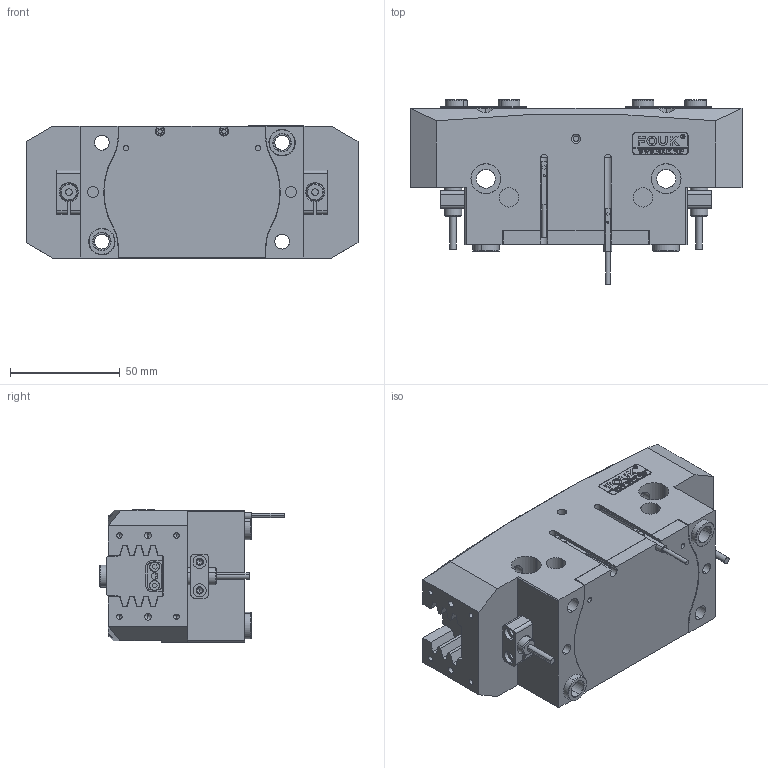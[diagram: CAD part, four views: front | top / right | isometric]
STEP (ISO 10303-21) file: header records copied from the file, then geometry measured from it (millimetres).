
FILE_DESCRIPTION (( 'STEP AP203' ), '1' );
FILE_NAME ('FR57-151.STEP', '2025-05-06T07:17:34', ( 'USER-' ), ( 'Microsoft' ), 'SwSTEP 2.0', 'SolidWorks 2018', '' );
FILE_SCHEMA (( 'CONFIG_CONTROL_DESIGN' ));
Length unit declared in the file: millimetre
Products named in the file (14): ﾏ擎ﾗ10｡ﾁ8｡ﾁ6; 内六角圆柱头螺钉[GBT70_1-2008][M2.5×8]; P-GS-T-01 諉輪羲壽標厥釱; TRT57-151-MX-06 笢猾え; 揤輸杅耀.sldasm-Part-9; 棠羲換覜ん; 25x10-R1.5; 电容传感器8x23接近开关; FR57-151; TRT57-151-MX-02 喘倛賑輸; ﾏ擎ﾗ12｡ﾁ8｡ﾁ6; TRT57-151-MX-05 菁裔啣; 揤輸; TRT57-151-MX-01 喘倛褲极
Assembly tree (23 placements, depth 3):
  FR57-151
    TRT57-151-MX-01 喘倛褲极
    TRT57-151-MX-02 喘倛賑輸  x2
    TRT57-151-MX-05 菁裔啣
    TRT57-151-MX-06 笢猾え
    P-GS-T-01 諉輪羲壽標厥釱  x2
    电容传感器8x23接近开关  x2
    揤輸  x2
      揤輸杅耀.sldasm-Part-9
      内六角圆柱头螺钉[GBT70_1-2008][M2.5×8]
    25x10-R1.5
    ﾏ擎ﾗ10｡ﾁ8｡ﾁ6  x4
    棠羲換覜ん  x2
    ﾏ擎ﾗ12｡ﾁ8｡ﾁ6  x2
Bounding box: 151 x 84.06 x 60.1 mm (x, y, z)
Volume: 428898.4 mm3; surface area: 107563.8 mm2
Topology: 24 solids, 30 shells, 1335 faces, 3447 edges, 2197 vertices
Faces by surface type: plane 588, cylinder 393, cone 183, bspline 155, torus 16
Entity records: 39656 total; most frequent: CARTESIAN_POINT 12621, ORIENTED_EDGE 5426, DIRECTION 4870, EDGE_CURVE 2713, VERTEX_POINT 1779, VECTOR 1694, LINE 1694, AXIS2_PLACEMENT_3D 1588
